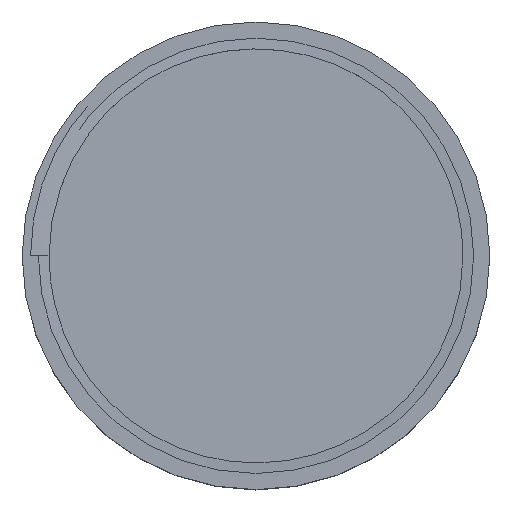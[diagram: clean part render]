
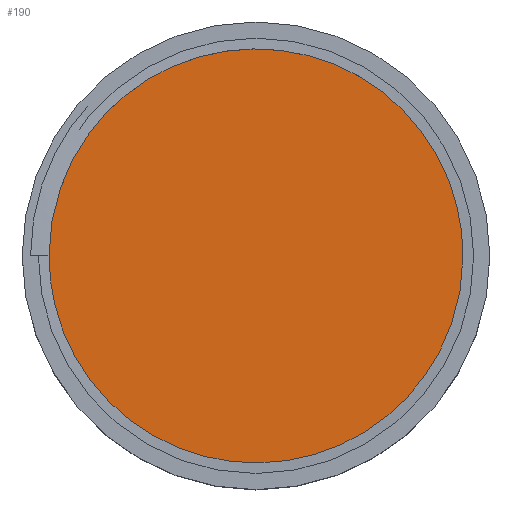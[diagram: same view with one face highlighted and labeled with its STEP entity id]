
A CAD part, top view. The second image highlights one B-rep face of the part: STEP entity #190.
In plain terms, the highlighted planar face has unit normal (0, 0, 1).
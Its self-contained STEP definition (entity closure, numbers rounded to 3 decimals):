
#14=CIRCLE('',#217,15.93);
#24=PLANE('',#216);
#37=FACE_OUTER_BOUND('',#50,.T.);
#50=EDGE_LOOP('',(#164));
#100=VERTEX_POINT('',#515);
#122=EDGE_CURVE('',#100,#100,#14,.T.);
#164=ORIENTED_EDGE('',*,*,#122,.F.);
#190=ADVANCED_FACE('',(#37),#24,.T.);
#216=AXIS2_PLACEMENT_3D('',#514,#249,#250);
#217=AXIS2_PLACEMENT_3D('',#516,#251,#252);
#249=DIRECTION('center_axis',(0.,0.,1.));
#250=DIRECTION('ref_axis',(1.,0.,0.));
#251=DIRECTION('center_axis',(0.,0.,-1.));
#252=DIRECTION('ref_axis',(1.,0.,0.));
#514=CARTESIAN_POINT('Origin',(0.,0.,1.55));
#515=CARTESIAN_POINT('',(-15.93,0.,1.55));
#516=CARTESIAN_POINT('Origin',(0.,0.,1.55));
